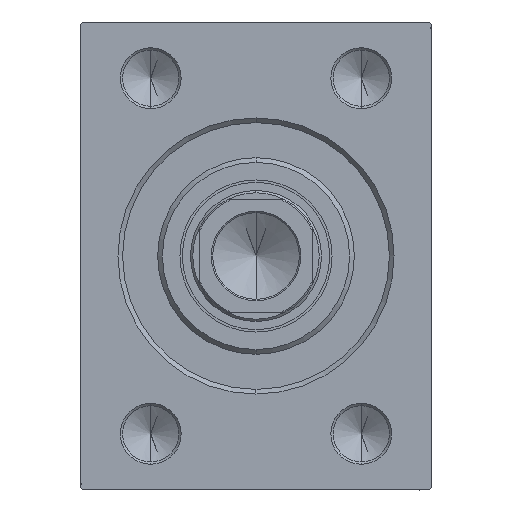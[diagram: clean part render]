
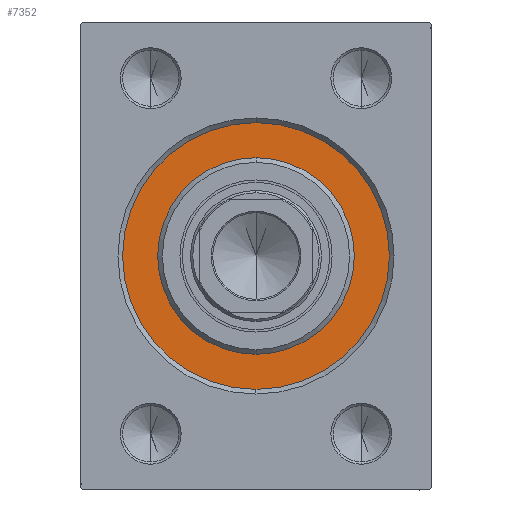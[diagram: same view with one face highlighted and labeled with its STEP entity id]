
A CAD part, left-side view. The second image highlights one B-rep face of the part: STEP entity #7352.
In plain terms, the highlighted face is planar.
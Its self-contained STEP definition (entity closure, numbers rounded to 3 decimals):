
#1091 = ORIENTED_EDGE ( 'NONE', *, *, #22735, .F. ) ;
#1493 = CIRCLE ( 'NONE', #30049, 21. ) ;
#1745 = CARTESIAN_POINT ( 'NONE',  ( 0., 0., 0. ) ) ;
#2222 = DIRECTION ( 'NONE',  ( 1., 0., 0. ) ) ;
#2377 = CIRCLE ( 'NONE', #18082, 28.5 ) ;
#2386 = EDGE_CURVE ( 'NONE', #41976, #33899, #1493, .T. ) ;
#3996 = PLANE ( 'NONE',  #23733 ) ;
#5534 = DIRECTION ( 'NONE',  ( -1., 0., 0. ) ) ;
#7352 = ADVANCED_FACE ( 'NONE', ( #10483, #24113 ), #3996, .F. ) ;
#8304 = EDGE_LOOP ( 'NONE', ( #1091, #19951 ) ) ;
#8941 = DIRECTION ( 'NONE',  ( 0., 0., -1. ) ) ;
#9109 = ORIENTED_EDGE ( 'NONE', *, *, #14172, .F. ) ;
#9303 = EDGE_CURVE ( 'NONE', #38357, #39505, #2377, .T. ) ;
#9437 = CARTESIAN_POINT ( 'NONE',  ( 0., 0., 28.5 ) ) ;
#10483 = FACE_BOUND ( 'NONE', #8304, .T. ) ;
#12071 = DIRECTION ( 'NONE',  ( -1., 0., 0. ) ) ;
#12131 = CARTESIAN_POINT ( 'NONE',  ( 0., 0., -28.5 ) ) ;
#14172 = EDGE_CURVE ( 'NONE', #39505, #38357, #17009, .T. ) ;
#14254 = CIRCLE ( 'NONE', #39236, 21. ) ;
#15660 = ORIENTED_EDGE ( 'NONE', *, *, #9303, .F. ) ;
#15937 = DIRECTION ( 'NONE',  ( -1., 0., 0. ) ) ;
#16074 = DIRECTION ( 'NONE',  ( 0., 0., 1. ) ) ;
#17009 = CIRCLE ( 'NONE', #39842, 28.5 ) ;
#18082 = AXIS2_PLACEMENT_3D ( 'NONE', #36933, #15937, #29796 ) ;
#18541 = DIRECTION ( 'NONE',  ( 1., 0., 0. ) ) ;
#19467 = EDGE_LOOP ( 'NONE', ( #9109, #15660 ) ) ;
#19951 = ORIENTED_EDGE ( 'NONE', *, *, #2386, .F. ) ;
#21866 = DIRECTION ( 'NONE',  ( 0., 0., 1. ) ) ;
#22735 = EDGE_CURVE ( 'NONE', #33899, #41976, #14254, .T. ) ;
#23733 = AXIS2_PLACEMENT_3D ( 'NONE', #1745, #5534, #21866 ) ;
#24113 = FACE_OUTER_BOUND ( 'NONE', #19467, .T. ) ;
#27955 = CARTESIAN_POINT ( 'NONE',  ( 0., 0., -21. ) ) ;
#29497 = CARTESIAN_POINT ( 'NONE',  ( 0., 0., 0. ) ) ;
#29796 = DIRECTION ( 'NONE',  ( 0., 0., 1. ) ) ;
#30049 = AXIS2_PLACEMENT_3D ( 'NONE', #29497, #2222, #8941 ) ;
#33899 = VERTEX_POINT ( 'NONE', #35382 ) ;
#35382 = CARTESIAN_POINT ( 'NONE',  ( 0., 0., 21. ) ) ;
#35974 = CARTESIAN_POINT ( 'NONE',  ( 0., 0., 0. ) ) ;
#36621 = CARTESIAN_POINT ( 'NONE',  ( 0., 0., 0. ) ) ;
#36933 = CARTESIAN_POINT ( 'NONE',  ( 0., 0., 0. ) ) ;
#38357 = VERTEX_POINT ( 'NONE', #9437 ) ;
#39101 = DIRECTION ( 'NONE',  ( 0., 0., -1. ) ) ;
#39236 = AXIS2_PLACEMENT_3D ( 'NONE', #36621, #18541, #39101 ) ;
#39505 = VERTEX_POINT ( 'NONE', #12131 ) ;
#39842 = AXIS2_PLACEMENT_3D ( 'NONE', #35974, #12071, #16074 ) ;
#41976 = VERTEX_POINT ( 'NONE', #27955 ) ;
